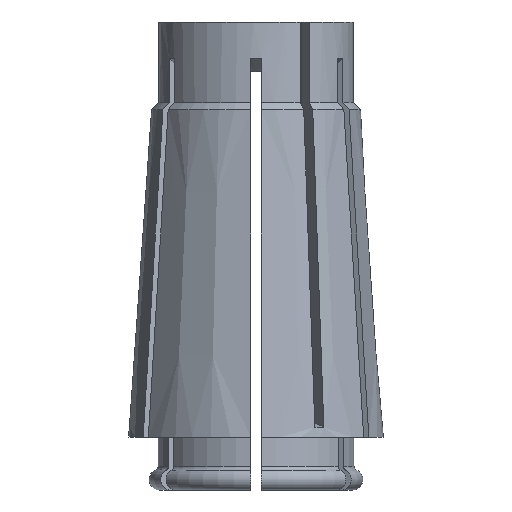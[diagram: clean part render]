
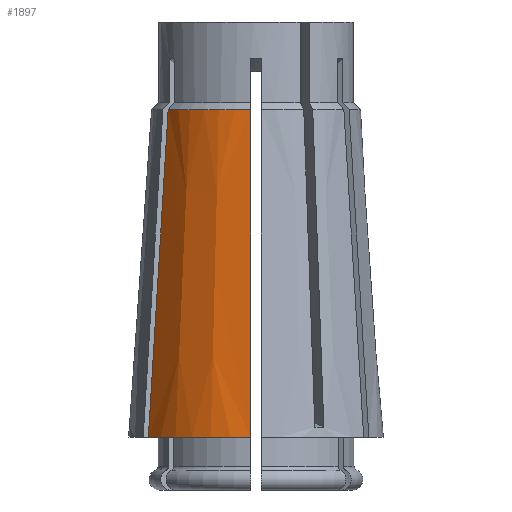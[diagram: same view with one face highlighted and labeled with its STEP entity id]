
A CAD part, front view. The second image highlights one B-rep face of the part: STEP entity #1897.
In plain terms, the highlighted conical face has half-angle 4 degrees and reference radius 12.28 mm.
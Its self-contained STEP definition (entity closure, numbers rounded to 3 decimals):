
#9 = FACE_OUTER_BOUND ( 'NONE', #1873, .T. ) ;
#95 = CARTESIAN_POINT ( 'NONE',  ( -0.5, -10.181, -10.156 ) ) ;
#183 = CARTESIAN_POINT ( 'NONE',  ( -10.376, -6.568, -40. ) ) ;
#287 = VERTEX_POINT ( 'NONE', #183 ) ;
#364 = CARTESIAN_POINT ( 'NONE',  ( -8.465, -5.465, -8.476 ) ) ;
#385 = VERTEX_POINT ( 'NONE', #3736 ) ;
#394 = CARTESIAN_POINT ( 'NONE',  ( -0.5, -12.078, -37.254 ) ) ;
#435 = AXIS2_PLACEMENT_3D ( 'NONE', #2073, #1770, #1476 ) ;
#570 = DIRECTION ( 'NONE',  ( 1., 0., 0. ) ) ;
#585 = DIRECTION ( 'NONE',  ( 0., 0., 1. ) ) ;
#659 = CARTESIAN_POINT ( 'NONE',  ( -8.814, -5.666, -14.224 ) ) ;
#670 = EDGE_CURVE ( 'NONE', #287, #1262, #2269, .T. ) ;
#742 = CARTESIAN_POINT ( 'NONE',  ( -0.5, -10.299, -11.835 ) ) ;
#833 = ORIENTED_EDGE ( 'NONE', *, *, #1607, .T. ) ;
#1026 = CIRCLE ( 'NONE', #3224, 12.28 ) ;
#1205 = CIRCLE ( 'NONE', #435, 10.076 ) ;
#1231 = ORIENTED_EDGE ( 'NONE', *, *, #1428, .T. ) ;
#1262 = VERTEX_POINT ( 'NONE', #1861 ) ;
#1293 = DIRECTION ( 'NONE',  ( 0., 0., -1. ) ) ;
#1315 = CARTESIAN_POINT ( 'NONE',  ( -0.5, -10.063, -8.476 ) ) ;
#1428 = EDGE_CURVE ( 'NONE', #385, #2910, #2423, .T. ) ;
#1476 = DIRECTION ( 'NONE',  ( 1., 0., 0. ) ) ;
#1607 = EDGE_CURVE ( 'NONE', #287, #385, #1026, .T. ) ;
#1770 = DIRECTION ( 'NONE',  ( 0., 0., 1. ) ) ;
#1791 = ORIENTED_EDGE ( 'NONE', *, *, #670, .F. ) ;
#1850 = CARTESIAN_POINT ( 'NONE',  ( -8.988, -5.766, -17.097 ) ) ;
#1861 = CARTESIAN_POINT ( 'NONE',  ( -8.465, -5.465, -8.476 ) ) ;
#1873 = EDGE_LOOP ( 'NONE', ( #1791, #833, #1231, #2946 ) ) ;
#1887 = CARTESIAN_POINT ( 'NONE',  ( -0.5, -12.27, -40. ) ) ;
#1897 = ADVANCED_FACE ( 'NONE', ( #9 ), #3025, .T. ) ;
#1918 = CARTESIAN_POINT ( 'NONE',  ( 0., 0., -40. ) ) ;
#2073 = CARTESIAN_POINT ( 'NONE',  ( 0., 0., -8.476 ) ) ;
#2175 = CARTESIAN_POINT ( 'NONE',  ( -9.913, -6.301, -32.366 ) ) ;
#2225 = DIRECTION ( 'NONE',  ( -1., 0., 0. ) ) ;
#2230 = CARTESIAN_POINT ( 'NONE',  ( -0.5, -10.938, -20.97 ) ) ;
#2269 = B_SPLINE_CURVE_WITH_KNOTS ( 'NONE', 3,
 ( #3819, #2175, #3035, #1850, #659, #2780, #364 ),
 .UNSPECIFIED., .F., .F.,
 ( 4, 3, 4 ),
 ( 0., 0.023, 0.032 ),
 .UNSPECIFIED. ) ;
#2375 = EDGE_CURVE ( 'NONE', #1262, #2910, #1205, .T. ) ;
#2423 = B_SPLINE_CURVE_WITH_KNOTS ( 'NONE', 3,
 ( #1887, #3642, #394, #2794, #3060, #2230, #3096, #742, #95, #1315 ),
 .UNSPECIFIED., .F., .F.,
 ( 4, 3, 3, 4 ),
 ( 0.018, 0.022, 0.045, 0.05 ),
 .UNSPECIFIED. ) ;
#2780 = CARTESIAN_POINT ( 'NONE',  ( -8.639, -5.565, -11.35 ) ) ;
#2794 = CARTESIAN_POINT ( 'NONE',  ( -0.5, -11.982, -35.881 ) ) ;
#2910 = VERTEX_POINT ( 'NONE', #3530 ) ;
#2946 = ORIENTED_EDGE ( 'NONE', *, *, #2375, .F. ) ;
#3025 = CONICAL_SURFACE ( 'NONE', #3373, 12.28, 0.07 ) ;
#3035 = CARTESIAN_POINT ( 'NONE',  ( -9.451, -6.034, -24.732 ) ) ;
#3060 = CARTESIAN_POINT ( 'NONE',  ( -0.5, -11.46, -28.425 ) ) ;
#3096 = CARTESIAN_POINT ( 'NONE',  ( -0.5, -10.416, -13.515 ) ) ;
#3224 = AXIS2_PLACEMENT_3D ( 'NONE', #3517, #585, #570 ) ;
#3373 = AXIS2_PLACEMENT_3D ( 'NONE', #1918, #1293, #2225 ) ;
#3517 = CARTESIAN_POINT ( 'NONE',  ( 0., 0., -40. ) ) ;
#3530 = CARTESIAN_POINT ( 'NONE',  ( -0.5, -10.063, -8.476 ) ) ;
#3642 = CARTESIAN_POINT ( 'NONE',  ( -0.5, -12.174, -38.627 ) ) ;
#3736 = CARTESIAN_POINT ( 'NONE',  ( -0.5, -12.27, -40. ) ) ;
#3819 = CARTESIAN_POINT ( 'NONE',  ( -10.376, -6.568, -40. ) ) ;
